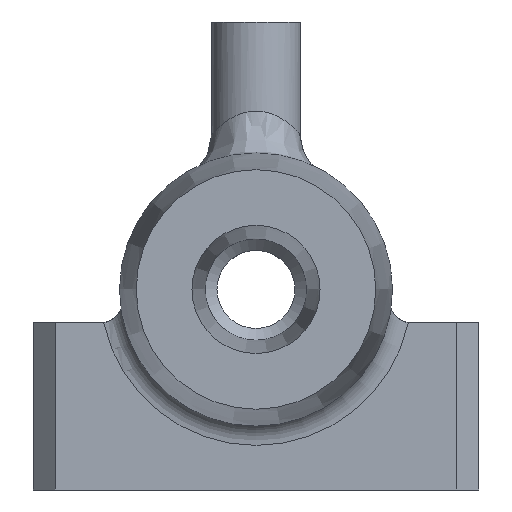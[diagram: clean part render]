
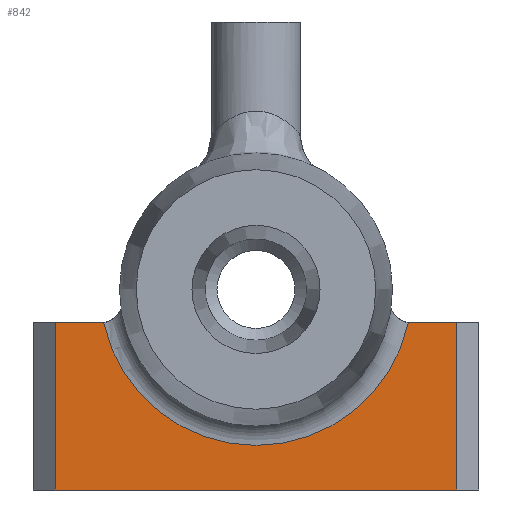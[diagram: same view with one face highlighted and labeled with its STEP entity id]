
A CAD part, front view. The second image highlights one B-rep face of the part: STEP entity #842.
In plain terms, the highlighted planar face has unit normal (0, -1, 0).
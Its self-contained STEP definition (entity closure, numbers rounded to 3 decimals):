
#68=PLANE('',#942);
#106=FACE_OUTER_BOUND('',#158,.T.);
#158=EDGE_LOOP('',(#684,#685,#686,#687,#688,#689,#690,#691));
#217=LINE('',#1556,#270);
#222=LINE('',#1659,#275);
#223=LINE('',#1661,#276);
#224=LINE('',#1663,#277);
#225=LINE('',#1664,#278);
#270=VECTOR('',#1121,10.);
#275=VECTOR('',#1140,10.);
#276=VECTOR('',#1141,10.);
#277=VECTOR('',#1142,10.);
#278=VECTOR('',#1143,10.);
#333=CIRCLE('',#937,14.);
#334=CIRCLE('',#939,2.);
#335=CIRCLE('',#941,2.);
#401=VERTEX_POINT('',#1553);
#402=VERTEX_POINT('',#1555);
#404=VERTEX_POINT('',#1561);
#405=VERTEX_POINT('',#1562);
#409=VERTEX_POINT('',#1654);
#410=VERTEX_POINT('',#1658);
#411=VERTEX_POINT('',#1660);
#412=VERTEX_POINT('',#1662);
#500=EDGE_CURVE('',#402,#401,#217,.T.);
#503=EDGE_CURVE('',#404,#405,#333,.T.);
#506=EDGE_CURVE('',#405,#401,#334,.T.);
#512=EDGE_CURVE('',#409,#404,#335,.T.);
#513=EDGE_CURVE('',#409,#410,#222,.T.);
#514=EDGE_CURVE('',#411,#410,#223,.T.);
#515=EDGE_CURVE('',#411,#412,#224,.T.);
#516=EDGE_CURVE('',#402,#412,#225,.T.);
#684=ORIENTED_EDGE('',*,*,#503,.F.);
#685=ORIENTED_EDGE('',*,*,#512,.F.);
#686=ORIENTED_EDGE('',*,*,#513,.T.);
#687=ORIENTED_EDGE('',*,*,#514,.F.);
#688=ORIENTED_EDGE('',*,*,#515,.T.);
#689=ORIENTED_EDGE('',*,*,#516,.F.);
#690=ORIENTED_EDGE('',*,*,#500,.T.);
#691=ORIENTED_EDGE('',*,*,#506,.F.);
#842=ADVANCED_FACE('',(#106),#68,.T.);
#937=AXIS2_PLACEMENT_3D('',#1563,#1126,#1127);
#939=AXIS2_PLACEMENT_3D('',#1593,#1130,#1131);
#941=AXIS2_PLACEMENT_3D('',#1656,#1136,#1137);
#942=AXIS2_PLACEMENT_3D('',#1657,#1138,#1139);
#1121=DIRECTION('',(-1.,0.,0.));
#1126=DIRECTION('center_axis',(0.,-1.,0.));
#1127=DIRECTION('ref_axis',(0.,0.,-1.));
#1130=DIRECTION('center_axis',(0.,-1.,0.));
#1131=DIRECTION('ref_axis',(-0.732,0.,-0.681));
#1136=DIRECTION('center_axis',(0.,-1.,0.));
#1137=DIRECTION('ref_axis',(0.732,0.,-0.681));
#1138=DIRECTION('center_axis',(0.,-1.,0.));
#1139=DIRECTION('ref_axis',(1.,0.,0.));
#1140=DIRECTION('',(-1.,0.,0.));
#1141=DIRECTION('',(0.,0.,1.));
#1142=DIRECTION('',(1.,0.,0.));
#1143=DIRECTION('',(0.,0.,-1.));
#1553=CARTESIAN_POINT('',(13.964,-30.,-3.));
#1555=CARTESIAN_POINT('',(18.,-30.,-3.));
#1556=CARTESIAN_POINT('',(20.,-30.,-3.));
#1561=CARTESIAN_POINT('',(-13.679,-30.,-2.98));
#1562=CARTESIAN_POINT('',(13.679,-30.,-2.98));
#1563=CARTESIAN_POINT('Origin',(0.,-30.,0.));
#1593=CARTESIAN_POINT('Origin',(13.964,-30.,-1.));
#1654=CARTESIAN_POINT('',(-13.964,-30.,-3.));
#1656=CARTESIAN_POINT('Origin',(-13.964,-30.,-1.));
#1657=CARTESIAN_POINT('Origin',(0.,-30.,-6.5));
#1658=CARTESIAN_POINT('',(-18.,-30.,-3.));
#1659=CARTESIAN_POINT('',(20.,-30.,-3.));
#1660=CARTESIAN_POINT('',(-18.,-30.,-18.));
#1661=CARTESIAN_POINT('',(-18.,-30.,-4.75));
#1662=CARTESIAN_POINT('',(18.,-30.,-18.));
#1663=CARTESIAN_POINT('',(-20.,-30.,-18.));
#1664=CARTESIAN_POINT('',(18.,-30.,-12.25));
